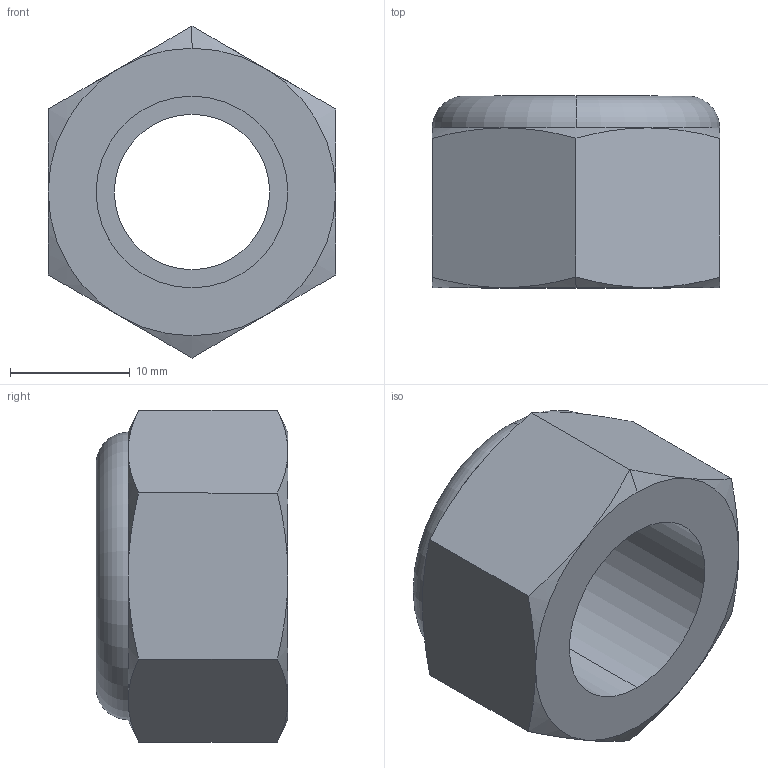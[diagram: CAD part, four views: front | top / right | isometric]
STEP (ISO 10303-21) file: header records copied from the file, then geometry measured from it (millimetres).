
FILE_DESCRIPTION (( 'STEP AP203' ), '1' );
FILE_NAME ('94645A250_NO THREADS.STEP', '2019-09-05T12:43:29', ( '' ), ( '' ), 'SwSTEP 2.0', 'SolidWorks 2014', '' );
FILE_SCHEMA (( 'CONFIG_CONTROL_DESIGN' ));
Length unit declared in the file: millimetre
Products named in the file (1): 94645A250_NO THREADS
Bounding box: 24 x 16 x 27.71 mm (x, y, z)
Volume: 4626 mm3; surface area: 3834.8 mm2
Topology: 2 solids, 2 shells, 38 faces, 81 edges, 49 vertices
Faces by surface type: cone 14, plane 12, torus 6, cylinder 6
Entity records: 1191 total; most frequent: CARTESIAN_POINT 297, DIRECTION 178, ORIENTED_EDGE 162, AXIS2_PLACEMENT_3D 82, EDGE_CURVE 81, VERTEX_POINT 49, EDGE_LOOP 44, CIRCLE 43
